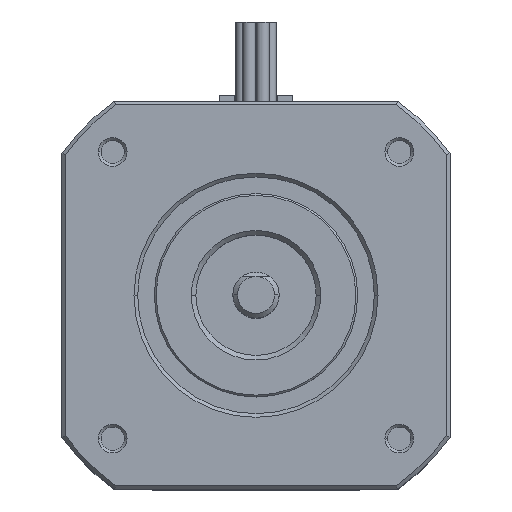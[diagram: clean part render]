
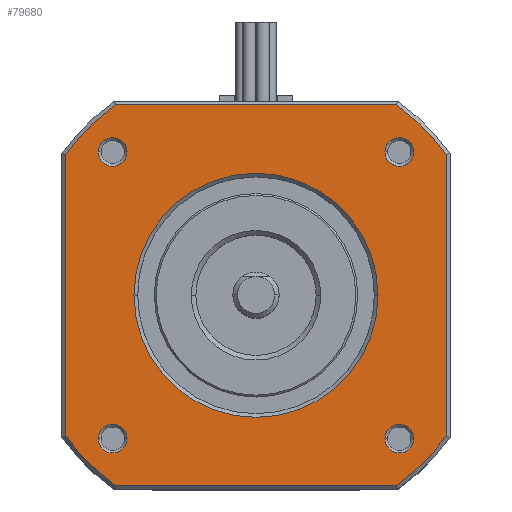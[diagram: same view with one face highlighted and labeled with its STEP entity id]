
A CAD part, top view. The second image highlights one B-rep face of the part: STEP entity #79680.
In plain terms, the highlighted planar face has unit normal (0, 0, 1).
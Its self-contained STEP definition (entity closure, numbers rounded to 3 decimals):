
#64190=CARTESIAN_POINT('',(-15.199,-20.6,0.));
#64200=VERTEX_POINT('',#64190);
#64230=CARTESIAN_POINT('',(0.,-20.6,0.));
#64240=DIRECTION('',(-1.,0.,0.));
#64250=VECTOR('',#64240,1.);
#64260=LINE('',#64230,#64250);
#64270=CARTESIAN_POINT('',(15.199,-20.6,0.));
#64280=VERTEX_POINT('',#64270);
#64290=EDGE_CURVE('',#64280,#64200,#64260,.T.);
#64580=CARTESIAN_POINT('',(0.,0.,0.
));
#64590=DIRECTION('',(-0.,-0.,1.));
#64600=DIRECTION('',(-1.,0.,-0.));
#64610=AXIS2_PLACEMENT_3D('',#64580,#64590,#64600);
#64620=CIRCLE('',#64610,25.6);
#64630=CARTESIAN_POINT('',(20.6,-15.199,0.));
#64640=VERTEX_POINT('',#64630);
#64650=EDGE_CURVE('',#64280,#64640,#64620,.T.);
#64940=CARTESIAN_POINT('',(20.6,0.,-0.));
#64950=DIRECTION('',(0.,-1.,0.));
#64960=VECTOR('',#64950,1.);
#64970=LINE('',#64940,#64960);
#64980=CARTESIAN_POINT('',(20.6,15.199,0.));
#64990=VERTEX_POINT('',#64980);
#65000=EDGE_CURVE('',#64990,#64640,#64970,.T.);
#68750=CARTESIAN_POINT('',(-20.6,15.199,0.));
#68760=VERTEX_POINT('',#68750);
#68790=CARTESIAN_POINT('',(-20.6,0.,0.));
#68800=DIRECTION('',(0.,1.,-0.));
#68810=VECTOR('',#68800,1.);
#68820=LINE('',#68790,#68810);
#68830=CARTESIAN_POINT('',(-20.6,-15.199,
0.));
#68840=VERTEX_POINT('',#68830);
#68850=EDGE_CURVE('',#68840,#68760,#68820,.T.);
#69090=CARTESIAN_POINT('',(0.,0.,0.)
);
#69100=DIRECTION('',(-0.,-0.,1.));
#69110=DIRECTION('',(-1.,0.,-0.));
#69120=AXIS2_PLACEMENT_3D('',#69090,#69100,#69110);
#69130=CIRCLE('',#69120,25.6);
#69140=EDGE_CURVE('',#68840,#64200,#69130,.T.);
#74270=CARTESIAN_POINT('',(0.,0.,
0.));
#74280=DIRECTION('',(-0.,-0.,1.));
#74290=DIRECTION('',(-1.,0.,-0.));
#74300=AXIS2_PLACEMENT_3D('',#74270,#74280,#74290);
#74310=CIRCLE('',#74300,25.6);
#74320=CARTESIAN_POINT('',(15.199,20.6,0.));
#74330=VERTEX_POINT('',#74320);
#74340=EDGE_CURVE('',#64990,#74330,#74310,.T.);
#74630=CARTESIAN_POINT('',(0.,20.6,0.));
#74640=DIRECTION('',(1.,0.,-0.));
#74650=VECTOR('',#74640,1.);
#74660=LINE('',#74630,#74650);
#74670=CARTESIAN_POINT('',(-15.199,20.6,
0.));
#74680=VERTEX_POINT('',#74670);
#74690=EDGE_CURVE('',#74680,#74330,#74660,.T.);
#78720=CARTESIAN_POINT('',(-20.6,-20.6,0.));
#78730=DIRECTION('',(0.,0.,1.));
#78740=DIRECTION('',(1.,0.,-0.));
#78750=AXIS2_PLACEMENT_3D('',#78720,#78730,#78740);
#78760=PLANE('',#78750);
#78770=ORIENTED_EDGE('',*,*,#69140,.T.);
#78780=ORIENTED_EDGE('',*,*,#68850,.F.);
#78790=CARTESIAN_POINT('',(0.,0.,0.
));
#78800=DIRECTION('',(-0.,-0.,1.));
#78810=DIRECTION('',(-1.,0.,-0.));
#78820=AXIS2_PLACEMENT_3D('',#78790,#78800,#78810);
#78830=CIRCLE('',#78820,25.6);
#78840=EDGE_CURVE('',#74680,#68760,#78830,.T.);
#78850=ORIENTED_EDGE('',*,*,#78840,.T.);
#78860=ORIENTED_EDGE('',*,*,#74690,.F.);
#78870=ORIENTED_EDGE('',*,*,#74340,.T.);
#78880=ORIENTED_EDGE('',*,*,#65000,.F.);
#78890=ORIENTED_EDGE('',*,*,#64650,.T.);
#78900=ORIENTED_EDGE('',*,*,#64290,.F.);
#78910=EDGE_LOOP('',(#78900,#78890,#78880,#78870,#78860,#78850,#78780,
#78770));
#78920=FACE_OUTER_BOUND('',#78910,.T.);
#78930=CARTESIAN_POINT('',(-15.5,-15.5,0.));
#78940=DIRECTION('',(-0.,-0.,-1.));
#78950=DIRECTION('',(1.,0.,0.));
#78960=AXIS2_PLACEMENT_3D('',#78930,#78940,#78950);
#78970=CIRCLE('',#78960,1.55);
#78980=CARTESIAN_POINT('',(-17.05,-15.5,0.));
#78990=VERTEX_POINT('',#78980);
#79000=CARTESIAN_POINT('',(-13.95,-15.5,0.));
#79010=VERTEX_POINT('',#79000);
#79020=EDGE_CURVE('',#78990,#79010,#78970,.T.);
#79030=ORIENTED_EDGE('',*,*,#79020,.T.);
#79040=EDGE_CURVE('',#79010,#78990,#78970,.T.);
#79050=ORIENTED_EDGE('',*,*,#79040,.T.);
#79060=EDGE_LOOP('',(#79050,#79030));
#79070=FACE_BOUND('',#79060,.T.);
#79080=CARTESIAN_POINT('',(15.5,-15.5,0.));
#79090=DIRECTION('',(-0.,-0.,-1.));
#79100=DIRECTION('',(1.,0.,0.));
#79110=AXIS2_PLACEMENT_3D('',#79080,#79090,#79100);
#79120=CIRCLE('',#79110,1.55);
#79130=CARTESIAN_POINT('',(13.95,-15.5,0.));
#79140=VERTEX_POINT('',#79130);
#79150=CARTESIAN_POINT('',(17.05,-15.5,0.));
#79160=VERTEX_POINT('',#79150);
#79170=EDGE_CURVE('',#79140,#79160,#79120,.T.);
#79180=ORIENTED_EDGE('',*,*,#79170,.T.);
#79190=EDGE_CURVE('',#79160,#79140,#79120,.T.);
#79200=ORIENTED_EDGE('',*,*,#79190,.T.);
#79210=EDGE_LOOP('',(#79200,#79180));
#79220=FACE_BOUND('',#79210,.T.);
#79230=CARTESIAN_POINT('',(15.5,15.5,0.));
#79240=DIRECTION('',(-0.,-0.,-1.));
#79250=DIRECTION('',(1.,0.,0.));
#79260=AXIS2_PLACEMENT_3D('',#79230,#79240,#79250);
#79270=CIRCLE('',#79260,1.55);
#79280=CARTESIAN_POINT('',(17.05,15.5,0.));
#79290=VERTEX_POINT('',#79280);
#79300=CARTESIAN_POINT('',(13.95,15.5,0.));
#79310=VERTEX_POINT('',#79300);
#79320=EDGE_CURVE('',#79290,#79310,#79270,.T.);
#79330=ORIENTED_EDGE('',*,*,#79320,.T.);
#79340=EDGE_CURVE('',#79310,#79290,#79270,.T.);
#79350=ORIENTED_EDGE('',*,*,#79340,.T.);
#79360=EDGE_LOOP('',(#79350,#79330));
#79370=FACE_BOUND('',#79360,.T.);
#79380=CARTESIAN_POINT('',(-15.5,15.5,0.));
#79390=DIRECTION('',(-0.,-0.,-1.));
#79400=DIRECTION('',(1.,0.,0.));
#79410=AXIS2_PLACEMENT_3D('',#79380,#79390,#79400);
#79420=CIRCLE('',#79410,1.55);
#79430=CARTESIAN_POINT('',(-13.95,15.5,0.));
#79440=VERTEX_POINT('',#79430);
#79450=CARTESIAN_POINT('',(-17.05,15.5,0.));
#79460=VERTEX_POINT('',#79450);
#79470=EDGE_CURVE('',#79440,#79460,#79420,.T.);
#79480=ORIENTED_EDGE('',*,*,#79470,.T.);
#79490=EDGE_CURVE('',#79460,#79440,#79420,.T.);
#79500=ORIENTED_EDGE('',*,*,#79490,.T.);
#79510=EDGE_LOOP('',(#79500,#79480));
#79520=FACE_BOUND('',#79510,.T.);
#79530=CARTESIAN_POINT('',(0.,0.,
0.));
#79540=DIRECTION('',(-0.,-0.,-1.));
#79550=DIRECTION('',(1.,0.,0.));
#79560=AXIS2_PLACEMENT_3D('',#79530,#79540,#79550);
#79570=CIRCLE('',#79560,13.2);
#79580=CARTESIAN_POINT('',(-13.2,0.,
0.));
#79590=VERTEX_POINT('',#79580);
#79600=CARTESIAN_POINT('',(13.2,0.,
0.));
#79610=VERTEX_POINT('',#79600);
#79620=EDGE_CURVE('',#79590,#79610,#79570,.T.);
#79630=ORIENTED_EDGE('',*,*,#79620,.T.);
#79640=EDGE_CURVE('',#79610,#79590,#79570,.T.);
#79650=ORIENTED_EDGE('',*,*,#79640,.T.);
#79660=EDGE_LOOP('',(#79650,#79630));
#79670=FACE_BOUND('',#79660,.T.);
#79680=ADVANCED_FACE('',(#78920,#79070,#79220,#79370,#79520,#79670),
#78760,.T.);
